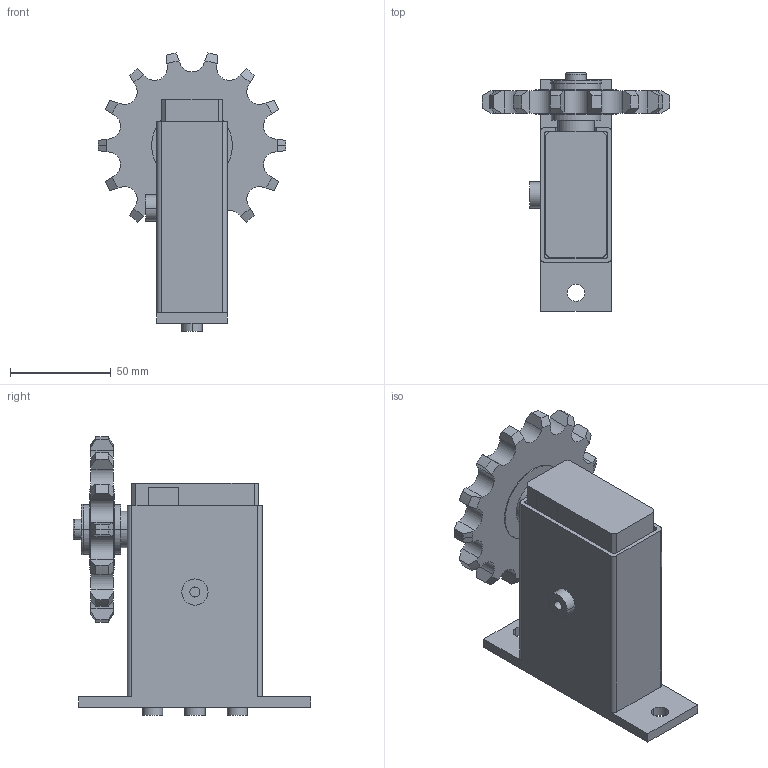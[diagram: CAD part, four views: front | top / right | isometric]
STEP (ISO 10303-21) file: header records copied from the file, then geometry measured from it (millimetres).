
FILE_DESCRIPTION(('STEP AP214'),'1');
FILE_NAME('cctmp_2978FAD4-C066-4DE0-9ABD-99323146F4FE_2023_6_23_12_27_15_66..stp','2023-06-23T10:27:15',('Murtfeldt Kunststoffe GmbH & Co.KG'),('CADClick - www.CADClick.com'),'Spatial InterOp 3D',' ','unknown authorization');
FILE_SCHEMA(('AUTOMOTIVE_DESIGN'));
Length unit declared in the file: millimetre
Products named in the file (1): 1
Bounding box: 93.1 x 117.9 x 137.89 mm (x, y, z)
Volume: 295568.3 mm3; surface area: 87154.9 mm2
Topology: 5 solids, 7 shells, 226 faces, 573 edges, 376 vertices
Faces by surface type: plane 105, cylinder 79, cone 38, torus 4
Entity records: 8656 total; most frequent: CARTESIAN_POINT 1290, DIRECTION 1178, ORIENTED_EDGE 1142, EDGE_CURVE 571, AXIS2_PLACEMENT_3D 432, VERTEX_POINT 376, LINE 314, VECTOR 314
